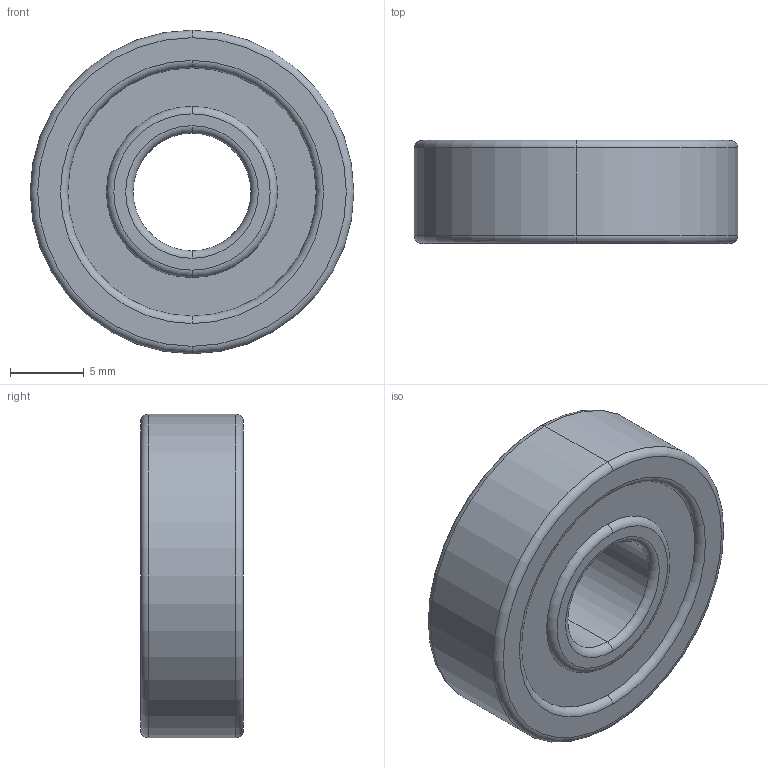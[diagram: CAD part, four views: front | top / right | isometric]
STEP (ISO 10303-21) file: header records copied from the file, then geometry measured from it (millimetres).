
FILE_DESCRIPTION (( 'STEP AP214' ), '1' );
FILE_NAME ('Skate-Bearing.STEP', '2017-01-11T21:38:00', ( '' ), ( '' ), 'SwSTEP 2.0', 'SolidWorks 2017', '' );
FILE_SCHEMA (( 'AUTOMOTIVE_DESIGN' ));
Length unit declared in the file: inch
Products named in the file (1): Skate-Bearing
Bounding box: 22 x 7 x 22 mm (x, y, z)
Volume: 1805 mm3; surface area: 2826.1 mm2
Topology: 11 solids, 11 shells, 64 faces, 149 edges, 93 vertices
Faces by surface type: torus 22, cylinder 20, sphere 14, plane 8
Entity records: 1840 total; most frequent: DIRECTION 338, CARTESIAN_POINT 251, ORIENTED_EDGE 228, AXIS2_PLACEMENT_3D 159, EDGE_CURVE 114, CIRCLE 94, VERTEX_POINT 72, EDGE_LOOP 72
